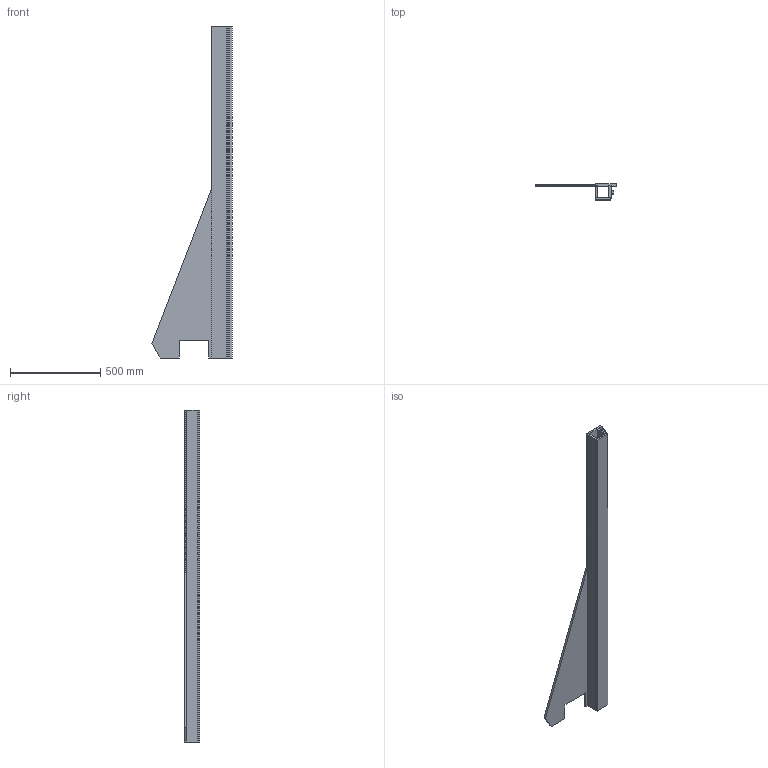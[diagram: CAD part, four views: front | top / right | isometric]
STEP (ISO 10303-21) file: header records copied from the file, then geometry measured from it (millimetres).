
FILE_DESCRIPTION(('FreeCAD Model'),'2;1');
FILE_NAME('Open CASCADE Shape Model','2021-09-10T21:27:40',('Jens Dyvik' ),('DyvikDesign'),'Open CASCADE STEP processor 7.5','FreeCAD', 'Unknown');
FILE_SCHEMA(('AUTOMOTIVE_DESIGN { 1 0 10303 214 1 1 1 1 }'));
Length unit declared in the file: millimetre
Products named in the file (6): Z tower - left; Back plate; Front plate; Outer plate; Inner plate; Extruded rail
Assembly tree (5 placements, depth 2):
  Z tower - left
    Back plate
    Front plate
    Outer plate
    Inner plate
    Extruded rail
Bounding box: 445.61 x 86 x 1842 mm (x, y, z)
Volume: 9355812.6 mm3; surface area: 1855222.2 mm2
Topology: 5 solids, 5 shells, 85 faces, 204 edges, 136 vertices
Faces by surface type: plane 53, cylinder 32
Full cylindrical faces by diameter (mm): 6 x7, 9.5 x7
Entity records: 5455 total; most frequent: CARTESIAN_POINT 1140, DIRECTION 807, LINE 483, VECTOR 483, ORIENTED_EDGE 408, PCURVE 408, DEFINITIONAL_REPRESENTATION 408, EDGE_CURVE 204
